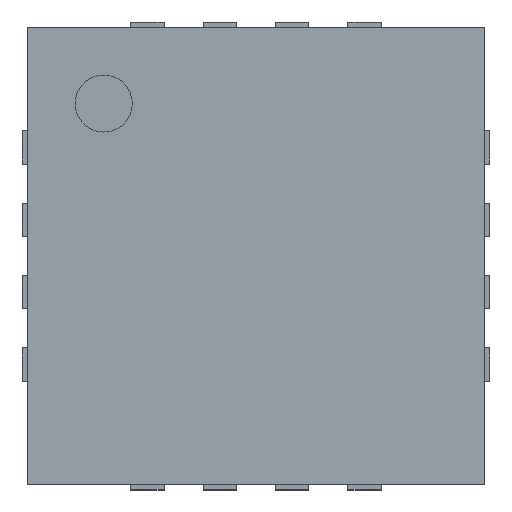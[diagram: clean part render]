
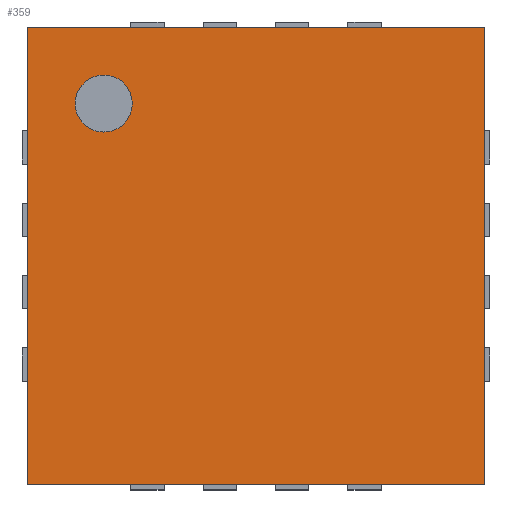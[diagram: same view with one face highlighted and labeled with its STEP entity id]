
A CAD part, top view. The second image highlights one B-rep face of the part: STEP entity #359.
In plain terms, the highlighted planar face has unit normal (0, 0, 1).
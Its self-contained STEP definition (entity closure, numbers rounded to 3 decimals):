
#170 = VERTEX_POINT('',#171);
#171 = CARTESIAN_POINT('',(0.,0.,1.));
#178 = PLANE('',#179);
#179 = AXIS2_PLACEMENT_3D('',#180,#181,#182);
#180 = CARTESIAN_POINT('',(0.,0.,0.05));
#181 = DIRECTION('',(1.,0.,-0.));
#182 = DIRECTION('',(0.,0.,1.));
#190 = PLANE('',#191);
#191 = AXIS2_PLACEMENT_3D('',#192,#193,#194);
#192 = CARTESIAN_POINT('',(0.,0.,0.05));
#193 = DIRECTION('',(-0.,1.,0.));
#194 = DIRECTION('',(0.,0.,1.));
#231 = VERTEX_POINT('',#232);
#232 = CARTESIAN_POINT('',(0.,4.1,1.));
#246 = PLANE('',#247);
#247 = AXIS2_PLACEMENT_3D('',#248,#249,#250);
#248 = CARTESIAN_POINT('',(0.,4.1,0.05));
#249 = DIRECTION('',(-0.,1.,0.));
#250 = DIRECTION('',(0.,0.,1.));
#258 = EDGE_CURVE('',#170,#231,#259,.T.);
#259 = SURFACE_CURVE('',#260,(#264,#271),.PCURVE_S1.);
#260 = LINE('',#261,#262);
#261 = CARTESIAN_POINT('',(0.,0.,1.));
#262 = VECTOR('',#263,1.);
#263 = DIRECTION('',(-0.,1.,0.));
#264 = PCURVE('',#178,#265);
#265 = DEFINITIONAL_REPRESENTATION('',(#266),#270);
#266 = LINE('',#267,#268);
#267 = CARTESIAN_POINT('',(0.95,0.));
#268 = VECTOR('',#269,1.);
#269 = DIRECTION('',(0.,-1.));
#270 = ( GEOMETRIC_REPRESENTATION_CONTEXT(2) 
PARAMETRIC_REPRESENTATION_CONTEXT() REPRESENTATION_CONTEXT('2D SPACE',''
  ) );
#271 = PCURVE('',#272,#277);
#272 = PLANE('',#273);
#273 = AXIS2_PLACEMENT_3D('',#274,#275,#276);
#274 = CARTESIAN_POINT('',(0.,0.,1.));
#275 = DIRECTION('',(0.,0.,1.));
#276 = DIRECTION('',(1.,0.,-0.));
#277 = DEFINITIONAL_REPRESENTATION('',(#278),#282);
#278 = LINE('',#279,#280);
#279 = CARTESIAN_POINT('',(0.,0.));
#280 = VECTOR('',#281,1.);
#281 = DIRECTION('',(0.,1.));
#282 = ( GEOMETRIC_REPRESENTATION_CONTEXT(2) 
PARAMETRIC_REPRESENTATION_CONTEXT() REPRESENTATION_CONTEXT('2D SPACE',''
  ) );
#311 = EDGE_CURVE('',#170,#312,#314,.T.);
#312 = VERTEX_POINT('',#313);
#313 = CARTESIAN_POINT('',(4.1,0.,1.));
#314 = SURFACE_CURVE('',#315,(#319,#326),.PCURVE_S1.);
#315 = LINE('',#316,#317);
#316 = CARTESIAN_POINT('',(0.,0.,1.));
#317 = VECTOR('',#318,1.);
#318 = DIRECTION('',(1.,0.,-0.));
#319 = PCURVE('',#190,#320);
#320 = DEFINITIONAL_REPRESENTATION('',(#321),#325);
#321 = LINE('',#322,#323);
#322 = CARTESIAN_POINT('',(0.95,0.));
#323 = VECTOR('',#324,1.);
#324 = DIRECTION('',(0.,1.));
#325 = ( GEOMETRIC_REPRESENTATION_CONTEXT(2) 
PARAMETRIC_REPRESENTATION_CONTEXT() REPRESENTATION_CONTEXT('2D SPACE',''
  ) );
#326 = PCURVE('',#272,#327);
#327 = DEFINITIONAL_REPRESENTATION('',(#328),#332);
#328 = LINE('',#329,#330);
#329 = CARTESIAN_POINT('',(0.,0.));
#330 = VECTOR('',#331,1.);
#331 = DIRECTION('',(1.,0.));
#332 = ( GEOMETRIC_REPRESENTATION_CONTEXT(2) 
PARAMETRIC_REPRESENTATION_CONTEXT() REPRESENTATION_CONTEXT('2D SPACE',''
  ) );
#348 = PLANE('',#349);
#349 = AXIS2_PLACEMENT_3D('',#350,#351,#352);
#350 = CARTESIAN_POINT('',(4.1,0.,0.05));
#351 = DIRECTION('',(1.,0.,-0.));
#352 = DIRECTION('',(0.,0.,1.));
#359 = ADVANCED_FACE('',(#360,#408),#272,.T.);
#360 = FACE_BOUND('',#361,.T.);
#361 = EDGE_LOOP('',(#362,#363,#364,#387));
#362 = ORIENTED_EDGE('',*,*,#258,.F.);
#363 = ORIENTED_EDGE('',*,*,#311,.T.);
#364 = ORIENTED_EDGE('',*,*,#365,.T.);
#365 = EDGE_CURVE('',#312,#366,#368,.T.);
#366 = VERTEX_POINT('',#367);
#367 = CARTESIAN_POINT('',(4.1,4.1,1.));
#368 = SURFACE_CURVE('',#369,(#373,#380),.PCURVE_S1.);
#369 = LINE('',#370,#371);
#370 = CARTESIAN_POINT('',(4.1,0.,1.));
#371 = VECTOR('',#372,1.);
#372 = DIRECTION('',(-0.,1.,0.));
#373 = PCURVE('',#272,#374);
#374 = DEFINITIONAL_REPRESENTATION('',(#375),#379);
#375 = LINE('',#376,#377);
#376 = CARTESIAN_POINT('',(4.1,0.));
#377 = VECTOR('',#378,1.);
#378 = DIRECTION('',(0.,1.));
#379 = ( GEOMETRIC_REPRESENTATION_CONTEXT(2) 
PARAMETRIC_REPRESENTATION_CONTEXT() REPRESENTATION_CONTEXT('2D SPACE',''
  ) );
#380 = PCURVE('',#348,#381);
#381 = DEFINITIONAL_REPRESENTATION('',(#382),#386);
#382 = LINE('',#383,#384);
#383 = CARTESIAN_POINT('',(0.95,0.));
#384 = VECTOR('',#385,1.);
#385 = DIRECTION('',(0.,-1.));
#386 = ( GEOMETRIC_REPRESENTATION_CONTEXT(2) 
PARAMETRIC_REPRESENTATION_CONTEXT() REPRESENTATION_CONTEXT('2D SPACE',''
  ) );
#387 = ORIENTED_EDGE('',*,*,#388,.F.);
#388 = EDGE_CURVE('',#231,#366,#389,.T.);
#389 = SURFACE_CURVE('',#390,(#394,#401),.PCURVE_S1.);
#390 = LINE('',#391,#392);
#391 = CARTESIAN_POINT('',(0.,4.1,1.));
#392 = VECTOR('',#393,1.);
#393 = DIRECTION('',(1.,0.,-0.));
#394 = PCURVE('',#272,#395);
#395 = DEFINITIONAL_REPRESENTATION('',(#396),#400);
#396 = LINE('',#397,#398);
#397 = CARTESIAN_POINT('',(0.,4.1));
#398 = VECTOR('',#399,1.);
#399 = DIRECTION('',(1.,0.));
#400 = ( GEOMETRIC_REPRESENTATION_CONTEXT(2) 
PARAMETRIC_REPRESENTATION_CONTEXT() REPRESENTATION_CONTEXT('2D SPACE',''
  ) );
#401 = PCURVE('',#246,#402);
#402 = DEFINITIONAL_REPRESENTATION('',(#403),#407);
#403 = LINE('',#404,#405);
#404 = CARTESIAN_POINT('',(0.95,0.));
#405 = VECTOR('',#406,1.);
#406 = DIRECTION('',(0.,1.));
#407 = ( GEOMETRIC_REPRESENTATION_CONTEXT(2) 
PARAMETRIC_REPRESENTATION_CONTEXT() REPRESENTATION_CONTEXT('2D SPACE',''
  ) );
#408 = FACE_BOUND('',#409,.T.);
#409 = EDGE_LOOP('',(#410));
#410 = ORIENTED_EDGE('',*,*,#411,.F.);
#411 = EDGE_CURVE('',#412,#412,#414,.T.);
#412 = VERTEX_POINT('',#413);
#413 = CARTESIAN_POINT('',(0.94,3.417,1.));
#414 = SURFACE_CURVE('',#415,(#420,#427),.PCURVE_S1.);
#415 = CIRCLE('',#416,0.256);
#416 = AXIS2_PLACEMENT_3D('',#417,#418,#419);
#417 = CARTESIAN_POINT('',(0.683,3.417,1.));
#418 = DIRECTION('',(0.,0.,1.));
#419 = DIRECTION('',(1.,0.,-0.));
#420 = PCURVE('',#272,#421);
#421 = DEFINITIONAL_REPRESENTATION('',(#422),#426);
#422 = CIRCLE('',#423,0.256);
#423 = AXIS2_PLACEMENT_2D('',#424,#425);
#424 = CARTESIAN_POINT('',(0.683,3.417));
#425 = DIRECTION('',(1.,0.));
#426 = ( GEOMETRIC_REPRESENTATION_CONTEXT(2) 
PARAMETRIC_REPRESENTATION_CONTEXT() REPRESENTATION_CONTEXT('2D SPACE',''
  ) );
#427 = PCURVE('',#428,#433);
#428 = CYLINDRICAL_SURFACE('',#429,0.256);
#429 = AXIS2_PLACEMENT_3D('',#430,#431,#432);
#430 = CARTESIAN_POINT('',(0.683,3.417,0.9));
#431 = DIRECTION('',(0.,0.,1.));
#432 = DIRECTION('',(1.,0.,-0.));
#433 = DEFINITIONAL_REPRESENTATION('',(#434),#438);
#434 = LINE('',#435,#436);
#435 = CARTESIAN_POINT('',(0.,0.1));
#436 = VECTOR('',#437,1.);
#437 = DIRECTION('',(1.,0.));
#438 = ( GEOMETRIC_REPRESENTATION_CONTEXT(2) 
PARAMETRIC_REPRESENTATION_CONTEXT() REPRESENTATION_CONTEXT('2D SPACE',''
  ) );
